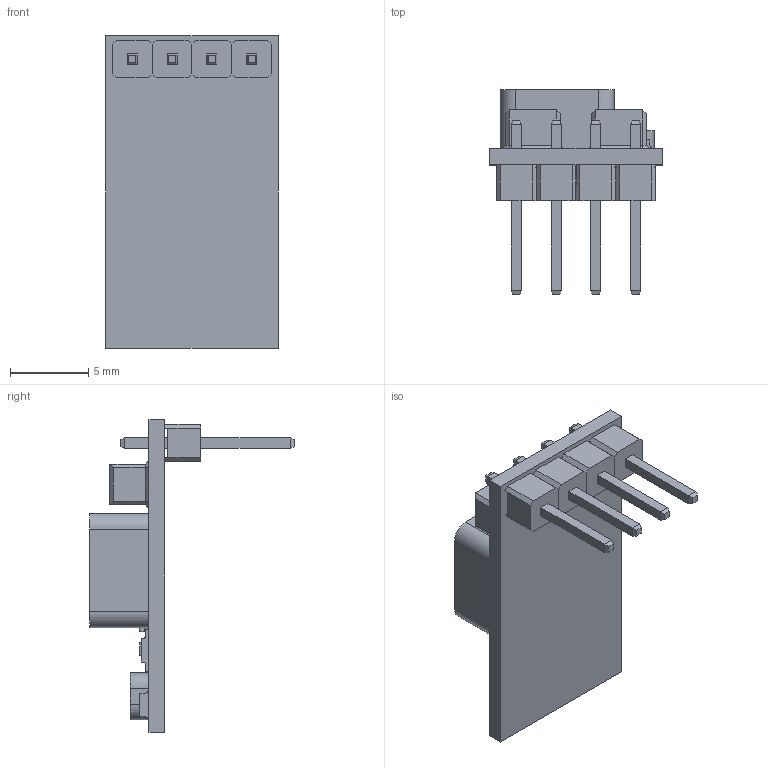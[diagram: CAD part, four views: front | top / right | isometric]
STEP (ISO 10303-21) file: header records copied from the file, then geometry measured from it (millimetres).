
FILE_DESCRIPTION (( 'STEP AP214' ), '1' );
FILE_NAME ('05KJ_Mini_PCB_Regulator_With_Pin_Assem_.STEP', '2020-05-14T16:47:43', ( '' ), ( '' ), 'SwSTEP 2.0', 'SolidWorks 2018', '' );
FILE_SCHEMA (( 'AUTOMOTIVE_DESIGN' ));
Length unit declared in the file: millimetre
Products named in the file (3): 05KJ_Mini_PCB_Regulator_With_Pin_Assem_; 05KJ_Mini_PCB_Regulator; 1_Male_Pin_2.54_mm
Assembly tree (5 placements, depth 2):
  05KJ_Mini_PCB_Regulator_With_Pin_Assem_
    05KJ_Mini_PCB_Regulator
    1_Male_Pin_2.54_mm  x4
Bounding box: 11 x 13.1 x 20 mm (x, y, z)
Volume: 546 mm3; surface area: 947 mm2
Topology: 5 solids, 5 shells, 433 faces, 1080 edges, 696 vertices
Faces by surface type: plane 359, cylinder 70, bspline 4
Entity records: 13121 total; most frequent: CARTESIAN_POINT 2097, ORIENTED_EDGE 1728, DIRECTION 1678, EDGE_CURVE 864, LINE 716, VECTOR 716, VERTEX_POINT 564, AXIS2_PLACEMENT_3D 481
